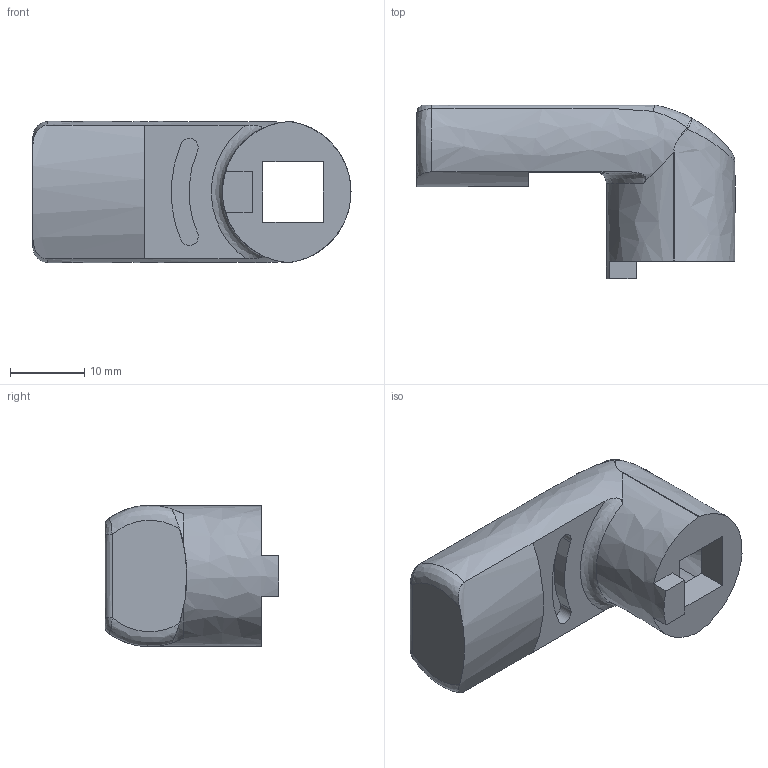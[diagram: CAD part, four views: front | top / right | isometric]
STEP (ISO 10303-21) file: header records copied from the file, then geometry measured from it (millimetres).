
FILE_DESCRIPTION((''),'2;1');
FILE_NAME('','2006-10-27T18:54:44',(''),(''),'','CADfix','');
FILE_SCHEMA(('AUTOMOTIVE_DESIGN'));
Length unit declared in the file: millimetre
Products named in the file (1): cam
Bounding box: 42.8 x 23.4 x 19 mm (x, y, z)
Volume: 5966.4 mm3; surface area: 4230.5 mm2
Topology: 1 solids, 1 shells, 93 faces, 221 edges, 133 vertices
Faces by surface type: bspline 93
Entity records: 5827 total; most frequent: CARTESIAN_POINT 4560, ORIENTED_EDGE 442, EDGE_CURVE 221, VERTEX_POINT 133, EDGE_LOOP 98, FACE_OUTER_BOUND 93, ADVANCED_FACE 93, QUASI_UNIFORM_CURVE 90
